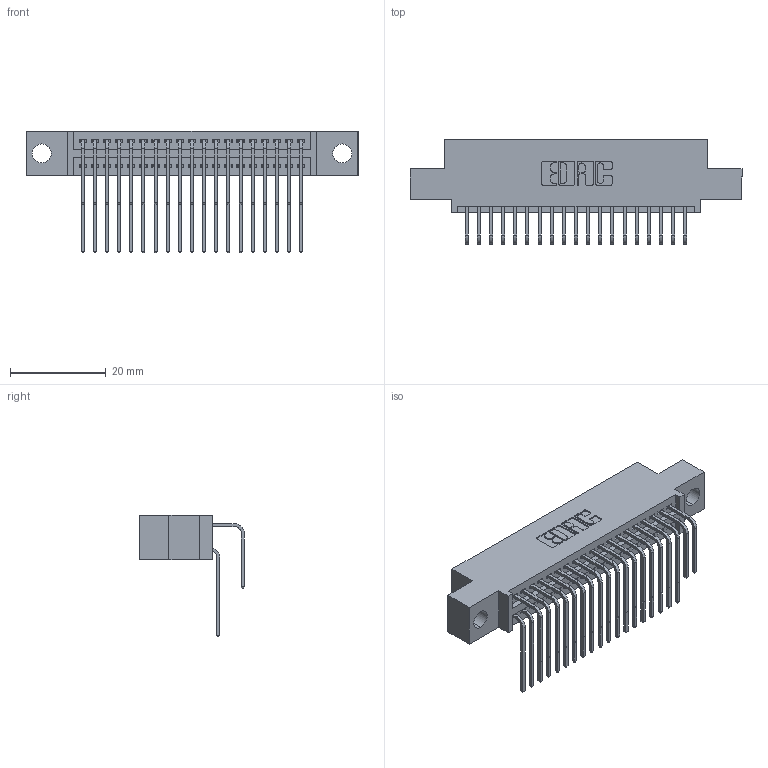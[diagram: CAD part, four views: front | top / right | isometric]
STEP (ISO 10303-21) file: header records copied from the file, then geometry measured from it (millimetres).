
FILE_DESCRIPTION (( 'STEP AP203' ), '1' );
FILE_NAME ('395-038-558-504.STEP', '2021-06-16T21:39:59', ( '' ), ( '' ), 'SwSTEP 2.0', 'SolidWorks 2020', '' );
FILE_SCHEMA (( 'CONFIG_CONTROL_DESIGN' ));
Length unit declared in the file: inch
Products named in the file (4): 345 Part_0.110 Offset - 0.156 Dia-TI; 345-292-001_558 Tail - 2; 395-038-558-504; 345-292-001_558 559 Tail - 1
Assembly tree (39 placements, depth 2):
  395-038-558-504
    345 Part_0.110 Offset - 0.156 Dia-TI
    345-292-001_558 559 Tail - 1  x19
    345-292-001_558 Tail - 2  x19
Bounding box: 69.47 x 21.83 x 25.53 mm (x, y, z)
Volume: 6574.7 mm3; surface area: 10248.3 mm2
Topology: 39 solids, 39 shells, 2120 faces, 6279 edges, 4134 vertices
Faces by surface type: plane 1428, cylinder 692
Entity records: 20207 total; most frequent: CARTESIAN_POINT 3461, ORIENTED_EDGE 3342, DIRECTION 3051, EDGE_CURVE 1671, VECTOR 1423, LINE 1423, VERTEX_POINT 1110, AXIS2_PLACEMENT_3D 814
